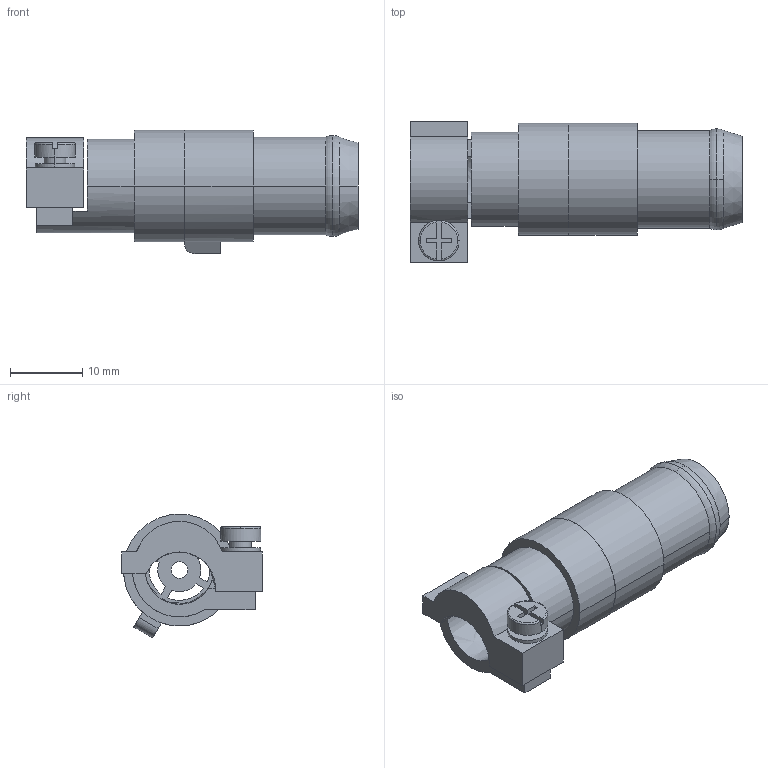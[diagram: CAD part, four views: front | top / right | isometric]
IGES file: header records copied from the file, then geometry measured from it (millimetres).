
Global section: file name: No Iges File Name specified; native system: AutoDesk Inventor R6.1; preprocessor: AutoDesk Inventor Iges Exporter R6.1; author: No Author specified; organization: No Organization specified; date: 20061208.080750; units: millimetre
Bounding box: 46 x 19.5 x 17.16 mm (x, y, z)
Volume: 5234.2 mm3; surface area: 4878 mm2
Topology: 1 solids, 1 shells, 104 faces, 277 edges, 184 vertices
Faces by surface type: plane 54, cylinder 25, revolution 13, torus 8, cone 2, bspline 2
